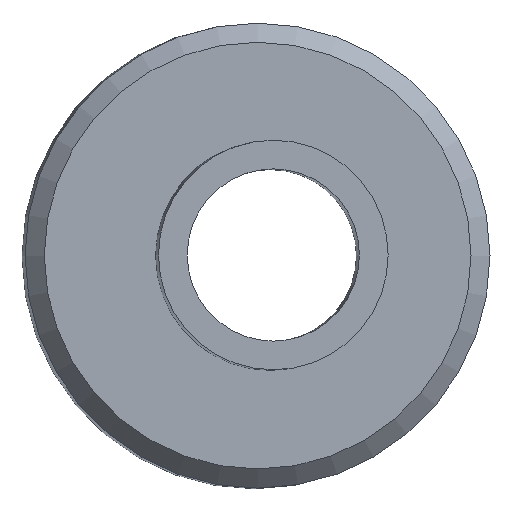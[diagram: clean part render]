
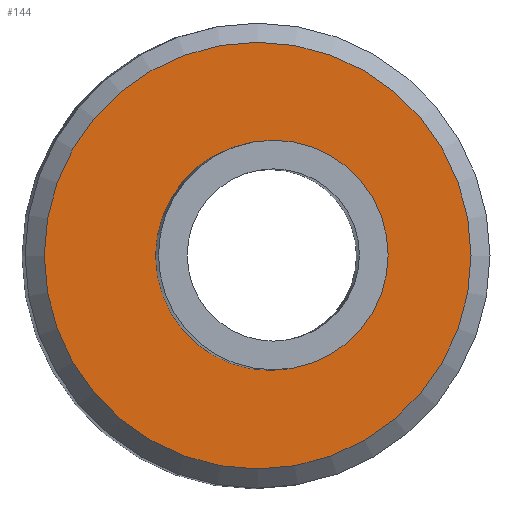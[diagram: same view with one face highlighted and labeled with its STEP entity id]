
A CAD part, top view. The second image highlights one B-rep face of the part: STEP entity #144.
In plain terms, the highlighted planar face has unit normal (0.008, 0, 1).
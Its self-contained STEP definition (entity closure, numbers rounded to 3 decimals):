
#20=FACE_BOUND('',#43,.T.);
#25=PLANE('',#171);
#31=FACE_OUTER_BOUND('',#42,.T.);
#42=EDGE_LOOP('',(#112));
#43=EDGE_LOOP('',(#113));
#69=CIRCLE('',#169,11.15);
#71=CIRCLE('',#172,6.);
#80=VERTEX_POINT('',#244);
#82=VERTEX_POINT('',#250);
#91=EDGE_CURVE('',#80,#80,#69,.T.);
#94=EDGE_CURVE('',#82,#82,#71,.T.);
#112=ORIENTED_EDGE('',*,*,#91,.F.);
#113=ORIENTED_EDGE('',*,*,#94,.T.);
#144=ADVANCED_FACE('',(#31,#20),#25,.T.);
#169=AXIS2_PLACEMENT_3D('',#245,#194,#195);
#171=AXIS2_PLACEMENT_3D('',#249,#199,#200);
#172=AXIS2_PLACEMENT_3D('',#251,#201,#202);
#194=DIRECTION('center_axis',(-0.008,0.,
-1.));
#195=DIRECTION('ref_axis',(0.,1.,0.));
#199=DIRECTION('center_axis',(0.008,0.,
1.));
#200=DIRECTION('ref_axis',(0.,1.,0.));
#201=DIRECTION('center_axis',(-0.008,0.,
-1.));
#202=DIRECTION('ref_axis',(1.,0.,-0.008));
#244=CARTESIAN_POINT('',(-77.38,25.454,167.998));
#245=CARTESIAN_POINT('Origin',(-77.38,36.604,167.998));
#249=CARTESIAN_POINT('Origin',(-77.38,36.604,167.998));
#250=CARTESIAN_POINT('',(-82.712,36.604,168.04));
#251=CARTESIAN_POINT('Origin',(-76.712,36.604,167.992));
